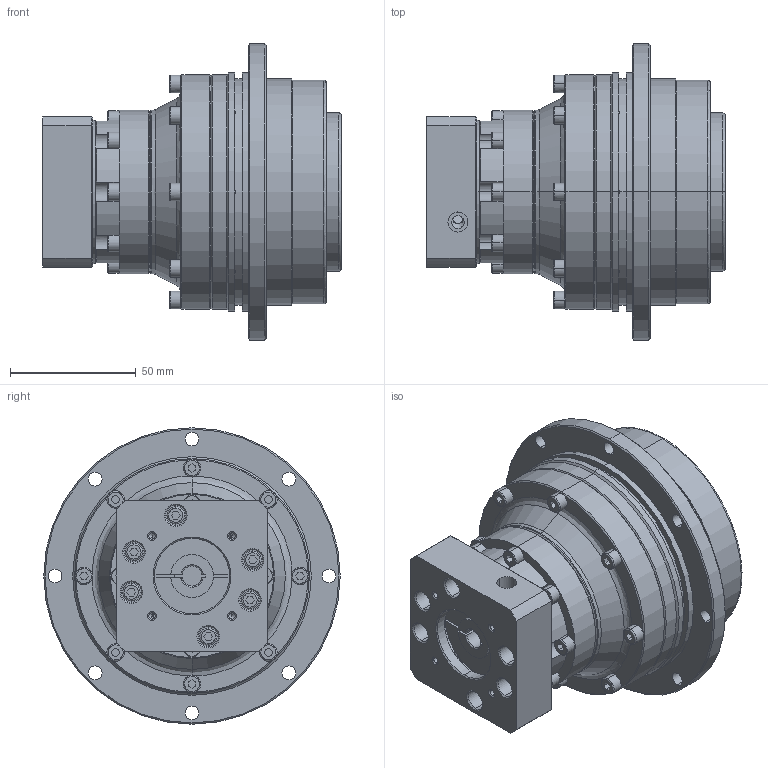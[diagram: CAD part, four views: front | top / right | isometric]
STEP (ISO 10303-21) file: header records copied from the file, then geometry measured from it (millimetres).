
FILE_DESCRIPTION (( 'STEP AP214' ), '1' );
FILE_NAME ('SD090-L2-8-30-45M3.STEP', '2022-02-19T09:03:01', ( 'admin' ), ( '' ), 'SwSTEP 2.0', 'SolidWorks 2013', '' );
FILE_SCHEMA (( 'AUTOMOTIVE_DESIGN' ));
Length unit declared in the file: millimetre
Products named in the file (5): SD090_X2_8F9351FA7AEF_X0_; 60_X2_8F9351656CD55170_X0_-30-45M3; 14_X2_8F6C_X0_8; PB090-L2_X2_58F34F537AEF_X0_-19; SD090-L2-8-30-45M3
Assembly tree (4 placements, depth 2):
  SD090-L2-8-30-45M3
    PB090-L2_X2_58F34F537AEF_X0_-19
    14_X2_8F6C_X0_8
    60_X2_8F9351656CD55170_X0_-30-45M3
    SD090_X2_8F9351FA7AEF_X0_
Bounding box: 119 x 118 x 118 mm (x, y, z)
Volume: 581140.2 mm3; surface area: 95370.2 mm2
Topology: 4 solids, 4 shells, 791 faces, 1885 edges, 1143 vertices
Faces by surface type: cylinder 284, plane 264, cone 179, bspline 64
Entity records: 33016 total; most frequent: CARTESIAN_POINT 6076, DIRECTION 3909, ORIENTED_EDGE 3630, EDGE_CURVE 1815, AXIS2_PLACEMENT_3D 1508, VERTEX_POINT 1143, EDGE_LOOP 936, VECTOR 893
